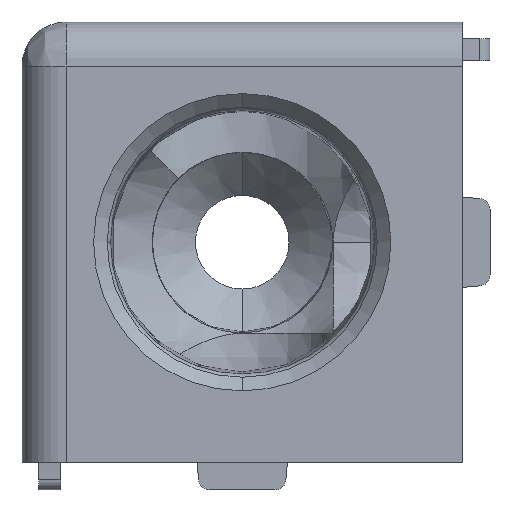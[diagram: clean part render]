
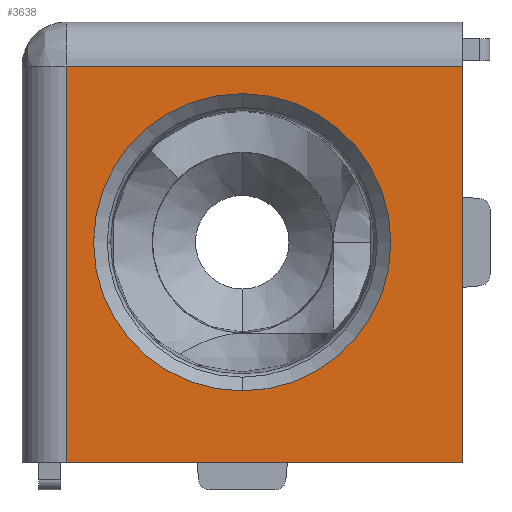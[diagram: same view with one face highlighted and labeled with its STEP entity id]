
A CAD part, front view. The second image highlights one B-rep face of the part: STEP entity #3638.
In plain terms, the highlighted planar face has unit normal (0, -1, 0).
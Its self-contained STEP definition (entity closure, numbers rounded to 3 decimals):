
#171 = DIRECTION ( 'NONE',  ( 0., 0., -1. ) ) ;
#367 = ORIENTED_EDGE ( 'NONE', *, *, #829, .F. ) ;
#380 = FACE_OUTER_BOUND ( 'NONE', #1413, .T. ) ;
#418 = VERTEX_POINT ( 'NONE', #4306 ) ;
#423 = DIRECTION ( 'NONE',  ( 0., 0., 1. ) ) ;
#438 = EDGE_CURVE ( 'NONE', #1372, #2630, #4258, .T. ) ;
#532 = EDGE_CURVE ( 'NONE', #2905, #418, #535, .T. ) ;
#535 = CIRCLE ( 'NONE', #1305, 13.5 ) ;
#587 = DIRECTION ( 'NONE',  ( 0., -1., 0. ) ) ;
#794 = CARTESIAN_POINT ( 'NONE',  ( -20., -20., 16. ) ) ;
#829 = EDGE_CURVE ( 'NONE', #418, #2905, #836, .T. ) ;
#836 = CIRCLE ( 'NONE', #1556, 13.5 ) ;
#866 = ORIENTED_EDGE ( 'NONE', *, *, #1910, .T. ) ;
#1128 = ORIENTED_EDGE ( 'NONE', *, *, #2973, .T. ) ;
#1305 = AXIS2_PLACEMENT_3D ( 'NONE', #2403, #587, #171 ) ;
#1372 = VERTEX_POINT ( 'NONE', #2944 ) ;
#1396 = LINE ( 'NONE', #4110, #2639 ) ;
#1413 = EDGE_LOOP ( 'NONE', ( #2185, #2528, #1128, #866 ) ) ;
#1556 = AXIS2_PLACEMENT_3D ( 'NONE', #4652, #2574, #2588 ) ;
#1622 = CARTESIAN_POINT ( 'NONE',  ( 20., -20., 20. ) ) ;
#1740 = DIRECTION ( 'NONE',  ( 0., 0., 1. ) ) ;
#1910 = EDGE_CURVE ( 'NONE', #4189, #2734, #2739, .T. ) ;
#2185 = ORIENTED_EDGE ( 'NONE', *, *, #2361, .F. ) ;
#2206 = EDGE_LOOP ( 'NONE', ( #4054, #367 ) ) ;
#2361 = EDGE_CURVE ( 'NONE', #2630, #2734, #4465, .T. ) ;
#2362 = VECTOR ( 'NONE', #1740, 1000. ) ;
#2394 = FACE_BOUND ( 'NONE', #2206, .T. ) ;
#2403 = CARTESIAN_POINT ( 'NONE',  ( 0., -20., 0. ) ) ;
#2457 = DIRECTION ( 'NONE',  ( -1., 0., 0. ) ) ;
#2462 = DIRECTION ( 'NONE',  ( 0., 1., 0. ) ) ;
#2528 = ORIENTED_EDGE ( 'NONE', *, *, #438, .F. ) ;
#2536 = PLANE ( 'NONE',  #3909 ) ;
#2564 = CARTESIAN_POINT ( 'NONE',  ( -20., -20., 20. ) ) ;
#2574 = DIRECTION ( 'NONE',  ( 0., -1., 0. ) ) ;
#2588 = DIRECTION ( 'NONE',  ( 0., 0., -1. ) ) ;
#2630 = VERTEX_POINT ( 'NONE', #3168 ) ;
#2639 = VECTOR ( 'NONE', #4428, 1000. ) ;
#2734 = VERTEX_POINT ( 'NONE', #3278 ) ;
#2739 = LINE ( 'NONE', #1622, #2362 ) ;
#2905 = VERTEX_POINT ( 'NONE', #4570 ) ;
#2944 = CARTESIAN_POINT ( 'NONE',  ( -16., -20., -20. ) ) ;
#2973 = EDGE_CURVE ( 'NONE', #1372, #4189, #1396, .T. ) ;
#3168 = CARTESIAN_POINT ( 'NONE',  ( -16., -20., 16. ) ) ;
#3278 = CARTESIAN_POINT ( 'NONE',  ( 20., -20., 16. ) ) ;
#3403 = CARTESIAN_POINT ( 'NONE',  ( -16., -20., 20. ) ) ;
#3638 = ADVANCED_FACE ( 'NONE', ( #380, #2394 ), #2536, .F. ) ;
#3756 = VECTOR ( 'NONE', #4419, 1000. ) ;
#3852 = CARTESIAN_POINT ( 'NONE',  ( 20., -20., -20. ) ) ;
#3909 = AXIS2_PLACEMENT_3D ( 'NONE', #2564, #2462, #2457 ) ;
#4054 = ORIENTED_EDGE ( 'NONE', *, *, #532, .F. ) ;
#4110 = CARTESIAN_POINT ( 'NONE',  ( -20., -20., -20. ) ) ;
#4189 = VERTEX_POINT ( 'NONE', #3852 ) ;
#4258 = LINE ( 'NONE', #3403, #4266 ) ;
#4266 = VECTOR ( 'NONE', #423, 1000. ) ;
#4306 = CARTESIAN_POINT ( 'NONE',  ( 0., -20., 13.5 ) ) ;
#4419 = DIRECTION ( 'NONE',  ( 1., 0., 0. ) ) ;
#4428 = DIRECTION ( 'NONE',  ( 1., 0., 0. ) ) ;
#4465 = LINE ( 'NONE', #794, #3756 ) ;
#4570 = CARTESIAN_POINT ( 'NONE',  ( 0., -20., -13.5 ) ) ;
#4652 = CARTESIAN_POINT ( 'NONE',  ( 0., -20., 0. ) ) ;
